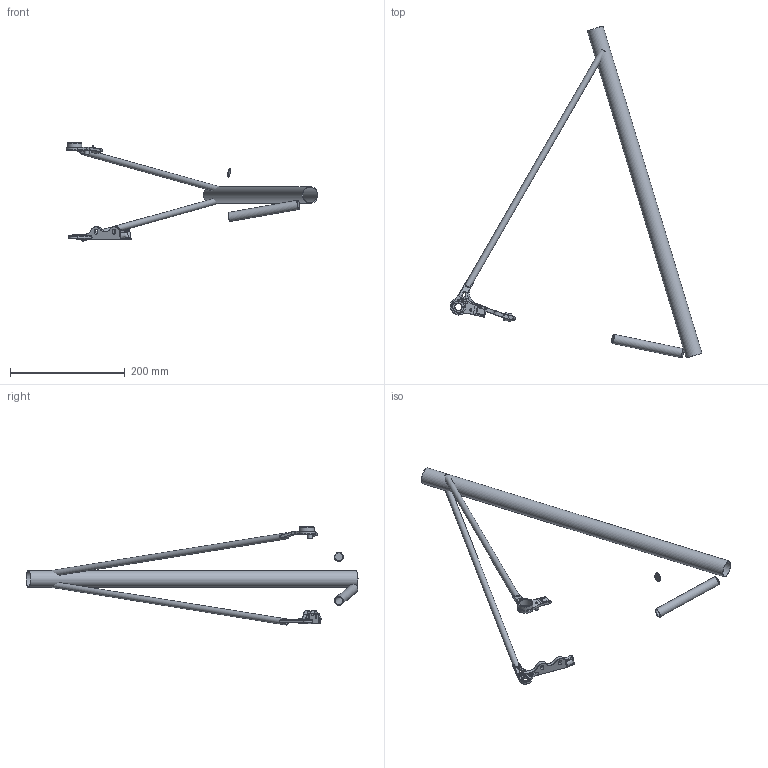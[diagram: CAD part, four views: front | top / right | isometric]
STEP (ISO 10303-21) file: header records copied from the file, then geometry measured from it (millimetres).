
FILE_DESCRIPTION(/* description */ (''),/* implementation_level */ '2;1');
FILE_NAME(/* name */ 'PCR_dropout_FM_UDH_V2.step',/* time_stamp */ '2025-05-24T22:03:24+03:00',/* author */ (''),/* organization */ (''),/* preprocessor_version */ 'ST-DEVELOPER v20.1',/* originating_system */ 'Autodesk Translation Framework v14.10.0.0',/* authorisation */ '');
FILE_SCHEMA (('AUTOMOTIVE_DESIGN { 1 0 10303 214 3 1 1 }'));
Length unit declared in the file: millimetre
Products named in the file (2): MKXIII; Brake Tab
Assembly tree (1 placements, depth 2):
  MKXIII
    Brake Tab
Bounding box: 438.18 x 577.4 x 170.75 mm (x, y, z)
Volume: 107238.6 mm3; surface area: 227157.9 mm2
Topology: 12 solids, 12 shells, 316 faces, 753 edges, 458 vertices
Faces by surface type: plane 110, cylinder 81, cone 70, bspline 47, torus 8
Full cylindrical faces by diameter (mm): 3 x4, 4 x2, 5.5 x2, 8 x1, 9.1 x2, 10.5 x2, 12 x1, 13.8 x1, 16 x1, 20 x1, 23 x2, 25.4 x1, 27.2 x1, 28.6 x1
Entity records: 10550 total; most frequent: CARTESIAN_POINT 3470, ORIENTED_EDGE 1506, DIRECTION 1352, EDGE_CURVE 753, AXIS2_PLACEMENT_3D 505, VERTEX_POINT 458, EDGE_LOOP 345, LINE 342
